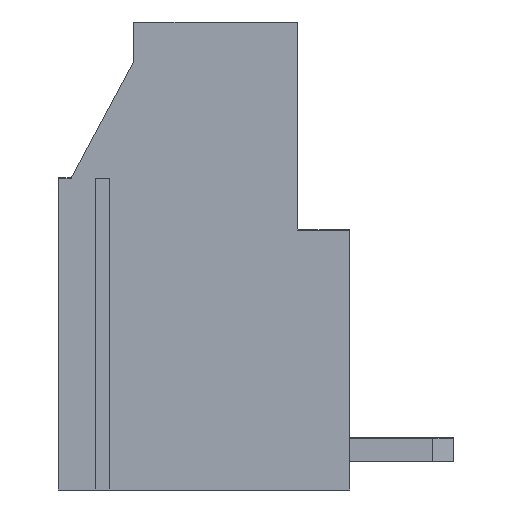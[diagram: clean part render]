
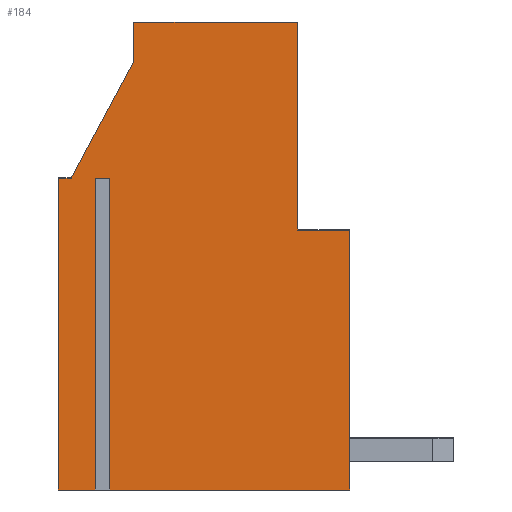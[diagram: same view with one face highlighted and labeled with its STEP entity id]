
A CAD part, front view. The second image highlights one B-rep face of the part: STEP entity #184.
In plain terms, the highlighted planar face has unit normal (0, -1, 0).
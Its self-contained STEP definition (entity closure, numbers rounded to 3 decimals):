
#184 = ADVANCED_FACE( '', ( #417 ), #418, .T. );
#417 = FACE_OUTER_BOUND( '', #715, .T. );
#418 = PLANE( '', #716 );
#715 = EDGE_LOOP( '', ( #1068, #1069, #1070, #1071, #1072, #1073, #1074, #1075, #1076, #1077, #1078, #1079, #1080 ) );
#716 = AXIS2_PLACEMENT_3D( '', #1081, #1082, #1083 );
#1068 = ORIENTED_EDGE( '', *, *, #1909, .T. );
#1069 = ORIENTED_EDGE( '', *, *, #1910, .T. );
#1070 = ORIENTED_EDGE( '', *, *, #1911, .T. );
#1071 = ORIENTED_EDGE( '', *, *, #1912, .F. );
#1072 = ORIENTED_EDGE( '', *, *, #1844, .F. );
#1073 = ORIENTED_EDGE( '', *, *, #1913, .F. );
#1074 = ORIENTED_EDGE( '', *, *, #1914, .T. );
#1075 = ORIENTED_EDGE( '', *, *, #1915, .T. );
#1076 = ORIENTED_EDGE( '', *, *, #1916, .T. );
#1077 = ORIENTED_EDGE( '', *, *, #1917, .T. );
#1078 = ORIENTED_EDGE( '', *, *, #1918, .T. );
#1079 = ORIENTED_EDGE( '', *, *, #1919, .T. );
#1080 = ORIENTED_EDGE( '', *, *, #1920, .F. );
#1081 = CARTESIAN_POINT( '', ( 0., -7.62, 0. ) );
#1082 = DIRECTION( '', ( 0., -1., 0. ) );
#1083 = DIRECTION( '', ( 0., 0., -1. ) );
#1844 = EDGE_CURVE( '', #2192, #2194, #2195, .T. );
#1909 = EDGE_CURVE( '', #2309, #2310, #2311, .T. );
#1910 = EDGE_CURVE( '', #2310, #2312, #2313, .T. );
#1911 = EDGE_CURVE( '', #2312, #2314, #2315, .T. );
#1912 = EDGE_CURVE( '', #2194, #2314, #2316, .T. );
#1913 = EDGE_CURVE( '', #2317, #2192, #2318, .T. );
#1914 = EDGE_CURVE( '', #2317, #2319, #2320, .T. );
#1915 = EDGE_CURVE( '', #2319, #2321, #2322, .T. );
#1916 = EDGE_CURVE( '', #2321, #2323, #2324, .T. );
#1917 = EDGE_CURVE( '', #2323, #2325, #2326, .T. );
#1918 = EDGE_CURVE( '', #2325, #2327, #2328, .T. );
#1919 = EDGE_CURVE( '', #2327, #2329, #2330, .T. );
#1920 = EDGE_CURVE( '', #2309, #2329, #2331, .T. );
#2192 = VERTEX_POINT( '', #2712 );
#2194 = VERTEX_POINT( '', #2715 );
#2195 = LINE( '', #2716, #2717 );
#2309 = VERTEX_POINT( '', #2880 );
#2310 = VERTEX_POINT( '', #2881 );
#2311 = LINE( '', #2882, #2883 );
#2312 = VERTEX_POINT( '', #2884 );
#2313 = LINE( '', #2885, #2886 );
#2314 = VERTEX_POINT( '', #2887 );
#2315 = LINE( '', #2888, #2889 );
#2316 = LINE( '', #2890, #2891 );
#2317 = VERTEX_POINT( '', #2892 );
#2318 = LINE( '', #2893, #2894 );
#2319 = VERTEX_POINT( '', #2895 );
#2320 = LINE( '', #2896, #2897 );
#2321 = VERTEX_POINT( '', #2898 );
#2322 = LINE( '', #2899, #2900 );
#2323 = VERTEX_POINT( '', #2901 );
#2324 = LINE( '', #2902, #2903 );
#2325 = VERTEX_POINT( '', #2904 );
#2326 = LINE( '', #2905, #2906 );
#2327 = VERTEX_POINT( '', #2907 );
#2328 = LINE( '', #2908, #2909 );
#2329 = VERTEX_POINT( '', #2910 );
#2330 = LINE( '', #2911, #2912 );
#2331 = LINE( '', #2913, #2914 );
#2712 = CARTESIAN_POINT( '', ( 9.2, -7.62, 10. ) );
#2715 = CARTESIAN_POINT( '', ( 11.2, -7.62, 10. ) );
#2716 = CARTESIAN_POINT( '', ( 9.447, -7.62, 10. ) );
#2717 = VECTOR( '', #3467, 1000. );
#2880 = CARTESIAN_POINT( '', ( 1.42, -7.62, 12. ) );
#2881 = CARTESIAN_POINT( '', ( 1.97, -7.62, 12. ) );
#2882 = CARTESIAN_POINT( '', ( 1.42, -7.62, 12. ) );
#2883 = VECTOR( '', #3523, 1000. );
#2884 = CARTESIAN_POINT( '', ( 1.97, -7.62, 0. ) );
#2885 = CARTESIAN_POINT( '', ( 1.97, -7.62, 12. ) );
#2886 = VECTOR( '', #3524, 1000. );
#2887 = CARTESIAN_POINT( '', ( 11.2, -7.62, 0. ) );
#2888 = CARTESIAN_POINT( '', ( 0., -7.62, 0. ) );
#2889 = VECTOR( '', #3525, 1000. );
#2890 = CARTESIAN_POINT( '', ( 11.2, -7.62, -1. ) );
#2891 = VECTOR( '', #3526, 1000. );
#2892 = CARTESIAN_POINT( '', ( 9.2, -7.62, 18. ) );
#2893 = CARTESIAN_POINT( '', ( 9.2, -7.62, 18. ) );
#2894 = VECTOR( '', #3527, 1000. );
#2895 = CARTESIAN_POINT( '', ( 2.9, -7.62, 18. ) );
#2896 = CARTESIAN_POINT( '', ( 15.2, -7.62, 18. ) );
#2897 = VECTOR( '', #3528, 1000. );
#2898 = CARTESIAN_POINT( '', ( 2.9, -7.62, 16.5 ) );
#2899 = CARTESIAN_POINT( '', ( 2.9, -7.62, -1. ) );
#2900 = VECTOR( '', #3529, 1000. );
#2901 = CARTESIAN_POINT( '', ( 0.5, -7.62, 12. ) );
#2902 = CARTESIAN_POINT( '', ( -3.824, -7.62, 3.893 ) );
#2903 = VECTOR( '', #3530, 1000. );
#2904 = CARTESIAN_POINT( '', ( 0., -7.62, 12. ) );
#2905 = CARTESIAN_POINT( '', ( 5.35, -7.62, 12. ) );
#2906 = VECTOR( '', #3531, 1000. );
#2907 = CARTESIAN_POINT( '', ( 0., -7.62, 0. ) );
#2908 = CARTESIAN_POINT( '', ( 0., -7.62, 18. ) );
#2909 = VECTOR( '', #3532, 1000. );
#2910 = CARTESIAN_POINT( '', ( 1.42, -7.62, 0. ) );
#2911 = CARTESIAN_POINT( '', ( 0., -7.62, 0. ) );
#2912 = VECTOR( '', #3533, 1000. );
#2913 = CARTESIAN_POINT( '', ( 1.42, -7.62, 12. ) );
#2914 = VECTOR( '', #3534, 1000. );
#3467 = DIRECTION( '', ( 1., 0., 0. ) );
#3523 = DIRECTION( '', ( 1., 0., 0. ) );
#3524 = DIRECTION( '', ( 0., 0., -1. ) );
#3525 = DIRECTION( '', ( 1., 0., 0. ) );
#3526 = DIRECTION( '', ( 0., 0., -1. ) );
#3527 = DIRECTION( '', ( 0., 0., -1. ) );
#3528 = DIRECTION( '', ( -1., 0., 0. ) );
#3529 = DIRECTION( '', ( 0., 0., -1. ) );
#3530 = DIRECTION( '', ( -0.471, 0., -0.882 ) );
#3531 = DIRECTION( '', ( -1., 0., 0. ) );
#3532 = DIRECTION( '', ( 0., 0., -1. ) );
#3533 = DIRECTION( '', ( 1., 0., 0. ) );
#3534 = DIRECTION( '', ( 0., 0., -1. ) );
